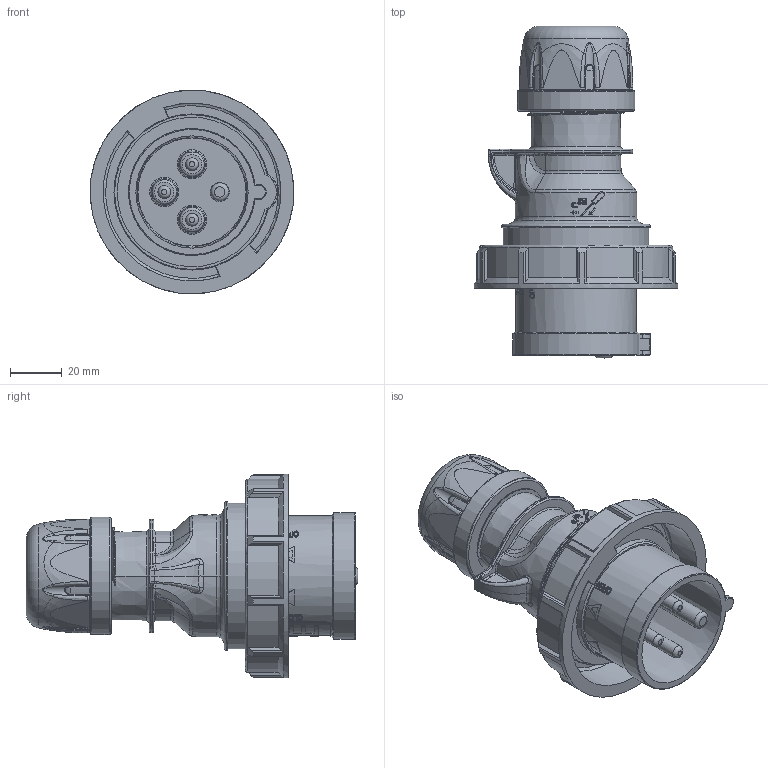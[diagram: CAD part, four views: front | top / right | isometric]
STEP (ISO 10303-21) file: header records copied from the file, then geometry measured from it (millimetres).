
FILE_DESCRIPTION (( 'STEP AP203' ), '1' );
FILE_NAME ('0142-6.STEP', '2017-11-23T10:06:10', ( '' ), ( '' ), 'SwSTEP 2.0', 'SolidWorks 2016', '' );
FILE_SCHEMA (( 'CONFIG_CONTROL_DESIGN' ));
Length unit declared in the file: millimetre
Products named in the file (1): 0142-6
Bounding box: 78.92 x 128.71 x 78.96 mm (x, y, z)
Volume: 176241.5 mm3; surface area: 46451.3 mm2
Topology: 1 solids, 4 shells, 826 faces, 2021 edges, 1226 vertices
Faces by surface type: plane 248, bspline 220, cylinder 161, torus 94, cone 74, sphere 29
Full cylindrical faces by diameter (mm): 5 x3, 7 x1, 45.6 x1, 46.727 x1, 49.2 x1, 56.4 x2, 57.8 x1, 60.5 x1, 69 x1, 79 x1
Entity records: 36181 total; most frequent: CARTESIAN_POINT 19200, ORIENTED_EDGE 3832, DIRECTION 3014, EDGE_CURVE 1916, AXIS2_PLACEMENT_3D 1226, VERTEX_POINT 1192, EDGE_LOOP 918, FACE_OUTER_BOUND 863
